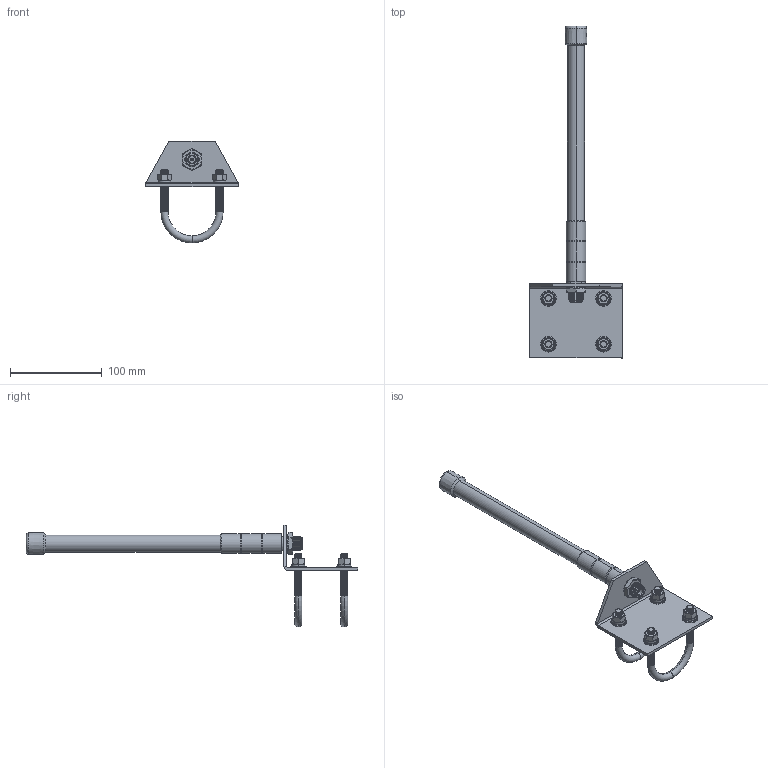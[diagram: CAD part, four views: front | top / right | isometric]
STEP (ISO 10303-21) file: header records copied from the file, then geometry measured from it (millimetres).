
FILE_DESCRIPTION (( 'STEP AP214' ), '1' );
FILE_NAME ('HG5808U.STEP', '2014-05-08T18:23:40', ( 'L-Com' ), ( 'L-Com Global Connectivity' ), 'SwSTEP 2.0', 'SolidWorks 2014', '' );
FILE_SCHEMA (( 'AUTOMOTIVE_DESIGN' ));
Length unit declared in the file: inch
Products named in the file (4): HG5808U_ANTENNA; HG5808U; HG5808U_Ubolt; XA-HW007
Assembly tree (4 placements, depth 2):
  HG5808U
    HG5808U_ANTENNA
    XA-HW007
    HG5808U_Ubolt  x2
Bounding box: 100.33 x 361.51 x 111.08 mm (x, y, z)
Volume: 144648.4 mm3; surface area: 60921.1 mm2
Topology: 4 solids, 4 shells, 1123 faces, 2308 edges, 1229 vertices
Faces by surface type: cone 886, plane 111, cylinder 84, torus 42
Entity records: 25703 total; most frequent: CARTESIAN_POINT 3387, DIRECTION 3304, ORIENTED_EDGE 2720, EDGE_CURVE 1360, AXIS2_PLACEMENT_3D 1320, VERTEX_POINT 739, EDGE_LOOP 689, VECTOR 664
